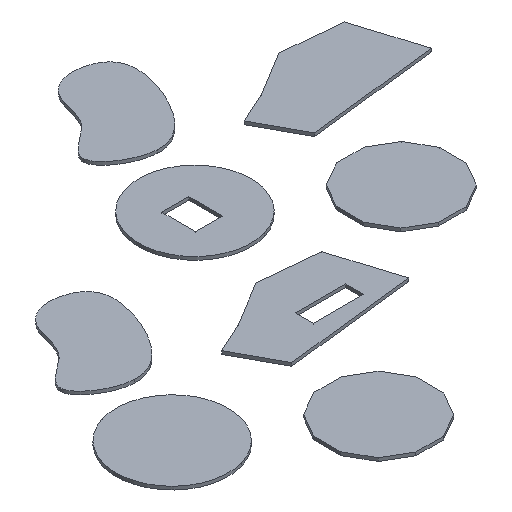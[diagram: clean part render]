
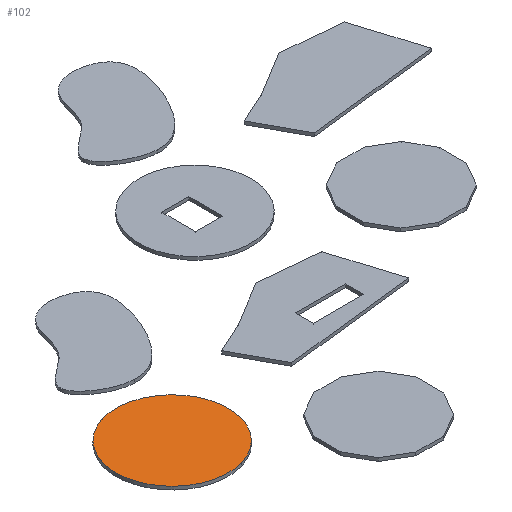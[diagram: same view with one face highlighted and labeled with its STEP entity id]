
A CAD part, isometric view. The second image highlights one B-rep face of the part: STEP entity #102.
In plain terms, the highlighted planar face has unit normal (0, 0, 1).
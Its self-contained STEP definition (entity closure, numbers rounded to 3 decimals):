
#102=ADVANCED_FACE('',(#170),#1039,.T.);
#170=FACE_OUTER_BOUND('',#242,.T.);
#242=EDGE_LOOP('',(#550,#551));
#550=ORIENTED_EDGE('',*,*,#708,.T.);
#551=ORIENTED_EDGE('',*,*,#711,.T.);
#708=EDGE_CURVE('',#977,#979,#865,.T.);
#711=EDGE_CURVE('',#979,#977,#867,.T.);
#865=TRIMMED_CURVE($,#873,(#1856),(#1857),.T.,.CARTESIAN.);
#867=TRIMMED_CURVE($,#875,(#1864),(#1865),.T.,.CARTESIAN.);
#873=CIRCLE('',#1201,208.058);
#875=CIRCLE('',#1203,208.058);
#977=VERTEX_POINT('',#1847);
#979=VERTEX_POINT('',#1849);
#1039=PLANE('',#1198);
#1198=AXIS2_PLACEMENT_3D('',#1844,#1277,$);
#1201=AXIS2_PLACEMENT_3D($,#1855,#1281,#1282);
#1203=AXIS2_PLACEMENT_3D($,#1863,#1285,#1286);
#1277=DIRECTION('',(0.,0.,1.));
#1281=DIRECTION('',(0.,0.,1.));
#1282=DIRECTION('',(0.283,-0.959,0.));
#1285=DIRECTION('',(0.,0.,1.));
#1286=DIRECTION('',(-0.283,0.959,0.));
#1844=CARTESIAN_POINT('',(-322.614,124.91,12.));
#1847=CARTESIAN_POINT('',(-3.589,185.451,12.));
#1849=CARTESIAN_POINT('',(-121.494,584.514,12.));
#1855=CARTESIAN_POINT('',(-62.541,384.982,12.));
#1856=CARTESIAN_POINT('',(-3.589,185.451,12.));
#1857=CARTESIAN_POINT('',(-121.494,584.514,12.));
#1863=CARTESIAN_POINT('',(-62.541,384.982,12.));
#1864=CARTESIAN_POINT('',(-121.494,584.514,12.));
#1865=CARTESIAN_POINT('',(-3.589,185.451,12.));
